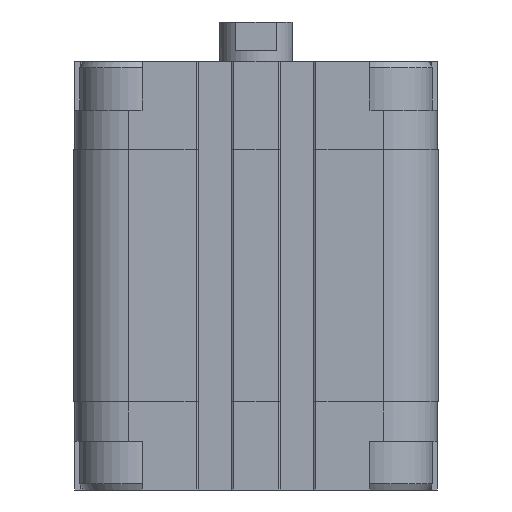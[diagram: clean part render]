
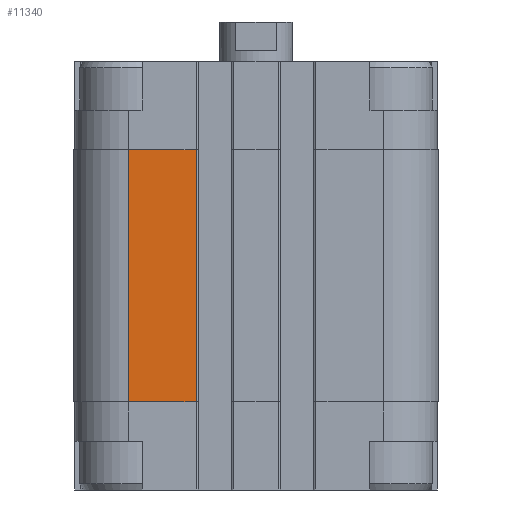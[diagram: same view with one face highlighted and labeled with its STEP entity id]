
A CAD part, front view. The second image highlights one B-rep face of the part: STEP entity #11340.
In plain terms, the highlighted face is planar.
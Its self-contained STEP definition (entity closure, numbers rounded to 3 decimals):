
#223=LINE('',#17213,#1277);
#544=LINE('',#18064,#1598);
#569=LINE('',#18154,#1623);
#570=LINE('',#18156,#1624);
#1277=VECTOR('',#13414,1000.);
#1598=VECTOR('',#14219,1000.);
#1623=VECTOR('',#14356,1000.);
#1624=VECTOR('',#14359,1000.);
#2280=PLANE('',#12282);
#4320=ORIENTED_EDGE('',*,*,#7139,.F.);
#4321=ORIENTED_EDGE('',*,*,#7183,.F.);
#4322=ORIENTED_EDGE('',*,*,#6706,.T.);
#4323=ORIENTED_EDGE('',*,*,#7184,.T.);
#6706=EDGE_CURVE('',#8351,#8350,#223,.T.);
#7139=EDGE_CURVE('',#8638,#8639,#544,.T.);
#7183=EDGE_CURVE('',#8351,#8638,#569,.T.);
#7184=EDGE_CURVE('',#8350,#8639,#570,.T.);
#8350=VERTEX_POINT('',#17212);
#8351=VERTEX_POINT('',#17214);
#8638=VERTEX_POINT('',#18063);
#8639=VERTEX_POINT('',#18065);
#9769=EDGE_LOOP('',(#4320,#4321,#4322,#4323));
#10543=FACE_BOUND('',#9769,.T.);
#11340=ADVANCED_FACE('',(#10543),#2280,.T.);
#12282=AXIS2_PLACEMENT_3D('',#18155,#14357,#14358);
#13414=DIRECTION('',(-1.,0.,0.));
#14219=DIRECTION('',(-1.,0.,0.));
#14356=DIRECTION('',(0.,0.,1.));
#14357=DIRECTION('',(0.,1.,0.));
#14358=DIRECTION('',(0.,0.,1.));
#14359=DIRECTION('',(0.,0.,1.));
#17212=CARTESIAN_POINT('',(9.85,30.,-56.));
#17213=CARTESIAN_POINT('',(21.,30.,-56.));
#17214=CARTESIAN_POINT('',(21.,30.,-56.));
#18063=CARTESIAN_POINT('',(21.,30.,-14.5));
#18064=CARTESIAN_POINT('',(21.,30.,-14.5));
#18065=CARTESIAN_POINT('',(9.85,30.,-14.5));
#18154=CARTESIAN_POINT('',(21.,30.,-56.));
#18155=CARTESIAN_POINT('',(21.,30.,-56.));
#18156=CARTESIAN_POINT('',(9.85,30.,-56.));
